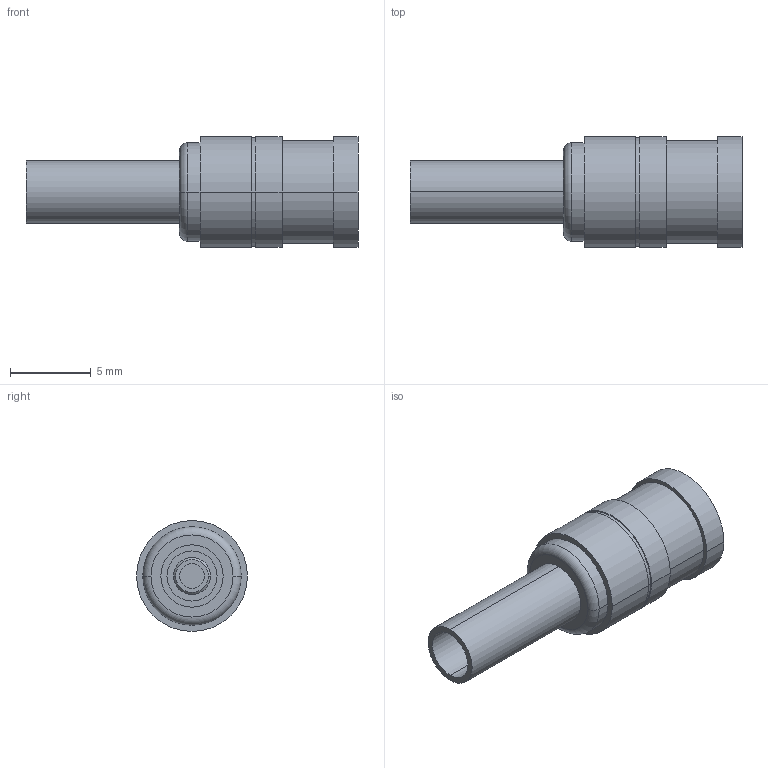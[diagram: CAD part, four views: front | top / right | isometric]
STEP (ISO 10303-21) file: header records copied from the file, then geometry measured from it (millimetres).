
FILE_DESCRIPTION (( 'STEP AP203' ), '1' );
FILE_NAME ('ASMBP-1100.STEP', '2010-09-30T15:50:06', ( 'x' ), ( 'Microsoft' ), 'SwSTEP 2.0', 'SolidWorks 2010', '' );
FILE_SCHEMA (( 'CONFIG_CONTROL_DESIGN' ));
Length unit declared in the file: inch
Products named in the file (4): ASMBP-1100_SMB Plug with Ferrule&Tubing; ASMBP-1100-MA2; ASMBP-1100; ASMBP-1100-MA1
Assembly tree (3 placements, depth 2):
  ASMBP-1100
    ASMBP-1100_SMB Plug with Ferrule&Tubing
    ASMBP-1100-MA2
    ASMBP-1100-MA1
Bounding box: 20.55 x 6.86 x 6.86 mm (x, y, z)
Volume: 354.6 mm3; surface area: 835.5 mm2
Topology: 3 solids, 3 shells, 124 faces, 300 edges, 194 vertices
Faces by surface type: plane 54, cylinder 40, torus 22, cone 8
Entity records: 4550 total; most frequent: CARTESIAN_POINT 1152, DIRECTION 672, ORIENTED_EDGE 600, EDGE_CURVE 300, AXIS2_PLACEMENT_3D 282, VERTEX_POINT 194, CIRCLE 152, EDGE_LOOP 140
